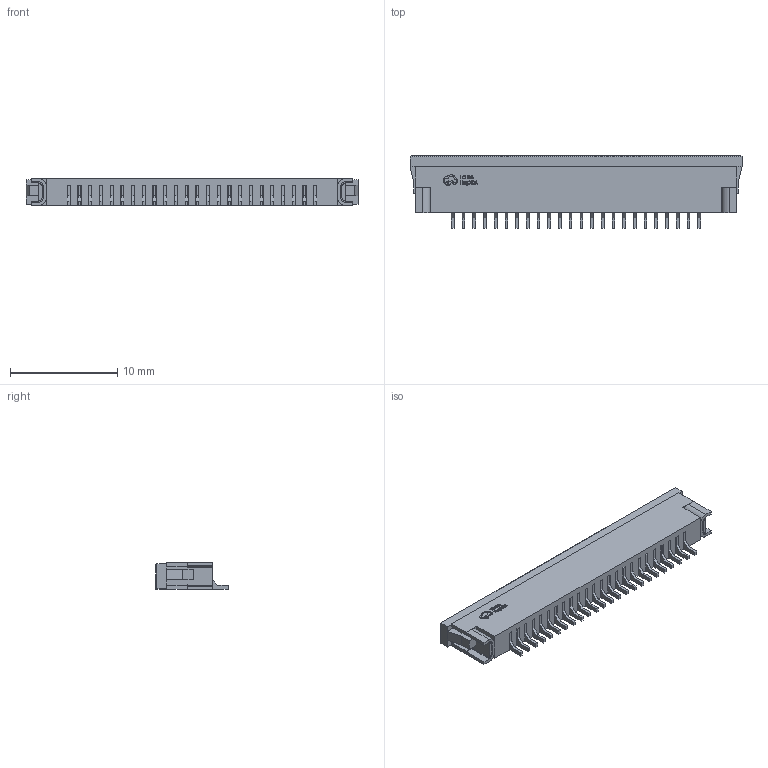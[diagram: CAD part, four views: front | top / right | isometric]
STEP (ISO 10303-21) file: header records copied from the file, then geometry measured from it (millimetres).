
FILE_DESCRIPTION (( 'STEP AP214' ), '1' );
FILE_NAME ('FPC-SMD_P1.00-24P_LCS-XJ-H2.5.step', '2022-07-06T16:24:37', ( '' ), ( '' ), 'SwSTEP 2.0', 'SolidWorks 2020', '' );
FILE_SCHEMA (( 'AUTOMOTIVE_DESIGN' ));
Length unit declared in the file: millimetre
Products named in the file (1): FPC-SMD_P1.00-24P_LCS-XJ-H2.5
Bounding box: 31 x 6.75 x 2.51 mm (x, y, z)
Volume: 337.8 mm3; surface area: 1334.6 mm2
Topology: 28 solids, 28 shells, 938 faces, 2698 edges, 1794 vertices
Faces by surface type: plane 780, bspline 146, cylinder 12
Entity records: 42025 total; most frequent: CARTESIAN_POINT 9041, ORIENTED_EDGE 5396, DIRECTION 4012, EDGE_CURVE 2698, VECTOR 2378, LINE 2378, VERTEX_POINT 1794, EDGE_LOOP 964
